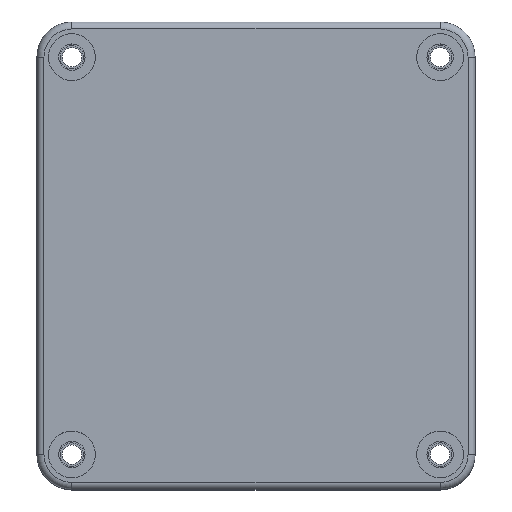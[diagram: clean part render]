
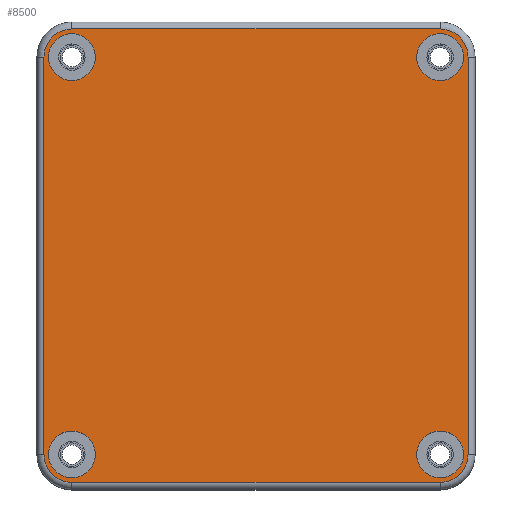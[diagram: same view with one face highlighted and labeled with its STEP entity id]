
A CAD part, top view. The second image highlights one B-rep face of the part: STEP entity #8500.
In plain terms, the highlighted planar face has unit normal (0, 0, 1).
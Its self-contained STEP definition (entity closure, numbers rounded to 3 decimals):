
#6503=CARTESIAN_POINT('',(31.5,-34.,15.));
#6504=DIRECTION('',(0.,0.,1.));
#6505=DIRECTION('',(0.,-1.,0.));
#6506=AXIS2_PLACEMENT_3D('',#6503,#6504,#6505);
#6527=CARTESIAN_POINT('',(-31.5,-34.,15.));
#6528=DIRECTION('',(0.,0.,-1.));
#6529=DIRECTION('',(-1.,0.,0.));
#6530=AXIS2_PLACEMENT_3D('',#6527,#6528,#6529);
#6535=CARTESIAN_POINT('',(-31.5,-34.,15.));
#6536=DIRECTION('',(0.,0.,-1.));
#6537=DIRECTION('',(1.,0.,0.));
#6538=AXIS2_PLACEMENT_3D('',#6535,#6536,#6537);
#6543=CARTESIAN_POINT('',(31.5,-34.,15.));
#6544=DIRECTION('',(0.,0.,-1.));
#6545=DIRECTION('',(-1.,0.,0.));
#6546=AXIS2_PLACEMENT_3D('',#6543,#6544,#6545);
#6551=CARTESIAN_POINT('',(31.5,-34.,15.));
#6552=DIRECTION('',(0.,0.,-1.));
#6553=DIRECTION('',(1.,0.,0.));
#6554=AXIS2_PLACEMENT_3D('',#6551,#6552,#6553);
#6559=CARTESIAN_POINT('',(31.5,34.,15.));
#6560=DIRECTION('',(0.,0.,-1.));
#6561=DIRECTION('',(-1.,0.,0.));
#6562=AXIS2_PLACEMENT_3D('',#6559,#6560,#6561);
#6567=CARTESIAN_POINT('',(31.5,34.,15.));
#6568=DIRECTION('',(0.,0.,-1.));
#6569=DIRECTION('',(1.,0.,0.));
#6570=AXIS2_PLACEMENT_3D('',#6567,#6568,#6569);
#6575=CARTESIAN_POINT('',(-31.5,34.,15.));
#6576=DIRECTION('',(0.,0.,-1.));
#6577=DIRECTION('',(-1.,0.,0.));
#6578=AXIS2_PLACEMENT_3D('',#6575,#6576,#6577);
#6583=CARTESIAN_POINT('',(-31.5,34.,15.));
#6584=DIRECTION('',(0.,0.,-1.));
#6585=DIRECTION('',(1.,0.,0.));
#6586=AXIS2_PLACEMENT_3D('',#6583,#6584,#6585);
#6831=DIRECTION('',(1.,0.,0.));
#6832=VECTOR('',#6831,63.);
#6833=CARTESIAN_POINT('',(-31.5,-38.8,15.));
#6834=LINE('',#6833,#6832);
#6867=CARTESIAN_POINT('',(-31.5,-34.,15.));
#6868=DIRECTION('',(0.,0.,1.));
#6869=DIRECTION('',(-1.,0.,0.));
#6870=AXIS2_PLACEMENT_3D('',#6867,#6868,#6869);
#6891=DIRECTION('',(0.,-1.,0.));
#6892=VECTOR('',#6891,68.);
#6893=CARTESIAN_POINT('',(-36.3,34.,15.));
#6894=LINE('',#6893,#6892);
#6927=CARTESIAN_POINT('',(-31.5,34.,15.));
#6928=DIRECTION('',(0.,0.,1.));
#6929=DIRECTION('',(0.,1.,0.));
#6930=AXIS2_PLACEMENT_3D('',#6927,#6928,#6929);
#6951=DIRECTION('',(-1.,0.,0.));
#6952=VECTOR('',#6951,63.);
#6953=CARTESIAN_POINT('',(31.5,38.8,15.));
#6954=LINE('',#6953,#6952);
#6987=CARTESIAN_POINT('',(31.5,34.,15.));
#6988=DIRECTION('',(0.,0.,1.));
#6989=DIRECTION('',(1.,0.,0.));
#6990=AXIS2_PLACEMENT_3D('',#6987,#6988,#6989);
#7011=DIRECTION('',(0.,1.,0.));
#7012=VECTOR('',#7011,68.);
#7013=CARTESIAN_POINT('',(36.3,-34.,15.));
#7014=LINE('',#7013,#7012);
#8008=CARTESIAN_POINT('',(-35.5,-34.,15.));
#8009=CARTESIAN_POINT('',(-27.5,-34.,15.));
#8010=VERTEX_POINT('',#8008);
#8011=VERTEX_POINT('',#8009);
#8016=CARTESIAN_POINT('',(27.5,-34.,15.));
#8017=CARTESIAN_POINT('',(35.5,-34.,15.));
#8018=VERTEX_POINT('',#8016);
#8019=VERTEX_POINT('',#8017);
#8024=CARTESIAN_POINT('',(27.5,34.,15.));
#8025=CARTESIAN_POINT('',(35.5,34.,15.));
#8026=VERTEX_POINT('',#8024);
#8027=VERTEX_POINT('',#8025);
#8032=CARTESIAN_POINT('',(-35.5,34.,15.));
#8033=CARTESIAN_POINT('',(-27.5,34.,15.));
#8034=VERTEX_POINT('',#8032);
#8035=VERTEX_POINT('',#8033);
#8068=CARTESIAN_POINT('',(31.5,-38.8,15.));
#8069=CARTESIAN_POINT('',(36.3,-34.,15.));
#8070=VERTEX_POINT('',#8068);
#8071=VERTEX_POINT('',#8069);
#8076=CARTESIAN_POINT('',(36.3,34.,15.));
#8077=VERTEX_POINT('',#8076);
#8080=CARTESIAN_POINT('',(31.5,38.8,15.));
#8081=VERTEX_POINT('',#8080);
#8084=CARTESIAN_POINT('',(-31.5,38.8,15.));
#8085=VERTEX_POINT('',#8084);
#8088=CARTESIAN_POINT('',(-36.3,34.,15.));
#8089=VERTEX_POINT('',#8088);
#8092=CARTESIAN_POINT('',(-36.3,-34.,15.));
#8093=VERTEX_POINT('',#8092);
#8096=CARTESIAN_POINT('',(-31.5,-38.8,15.));
#8097=VERTEX_POINT('',#8096);
#8454=CARTESIAN_POINT('',(0.,0.,15.));
#8455=DIRECTION('',(0.,0.,1.));
#8456=DIRECTION('',(-1.,0.,0.));
#8457=AXIS2_PLACEMENT_3D('',#8454,#8455,#8456);
#8458=PLANE('',#8457);
#8459=ORIENTED_EDGE('',*,*,#8444,.F.);
#8461=ORIENTED_EDGE('',*,*,#8460,.F.);
#8463=ORIENTED_EDGE('',*,*,#8462,.F.);
#8465=ORIENTED_EDGE('',*,*,#8464,.F.);
#8467=ORIENTED_EDGE('',*,*,#8466,.F.);
#8469=ORIENTED_EDGE('',*,*,#8468,.F.);
#8471=ORIENTED_EDGE('',*,*,#8470,.F.);
#8473=ORIENTED_EDGE('',*,*,#8472,.F.);
#8474=EDGE_LOOP('',(#8459,#8461,#8463,#8465,#8467,#8469,#8471,#8473));
#8475=FACE_OUTER_BOUND('',#8474,.F.);
#8477=ORIENTED_EDGE('',*,*,#8476,.F.);
#8479=ORIENTED_EDGE('',*,*,#8478,.F.);
#8480=EDGE_LOOP('',(#8477,#8479));
#8481=FACE_BOUND('',#8480,.F.);
#8483=ORIENTED_EDGE('',*,*,#8482,.F.);
#8485=ORIENTED_EDGE('',*,*,#8484,.F.);
#8486=EDGE_LOOP('',(#8483,#8485));
#8487=FACE_BOUND('',#8486,.F.);
#8489=ORIENTED_EDGE('',*,*,#8488,.F.);
#8491=ORIENTED_EDGE('',*,*,#8490,.F.);
#8492=EDGE_LOOP('',(#8489,#8491));
#8493=FACE_BOUND('',#8492,.F.);
#8495=ORIENTED_EDGE('',*,*,#8494,.F.);
#8497=ORIENTED_EDGE('',*,*,#8496,.F.);
#8498=EDGE_LOOP('',(#8495,#8497));
#8499=FACE_BOUND('',#8498,.F.);
#8500=ADVANCED_FACE('',(#8475,#8481,#8487,#8493,#8499),#8458,.T.);
#6507=CIRCLE('',#6506,4.8);
#6531=CIRCLE('',#6530,4.);
#6539=CIRCLE('',#6538,4.);
#6547=CIRCLE('',#6546,4.);
#6555=CIRCLE('',#6554,4.);
#6563=CIRCLE('',#6562,4.);
#6571=CIRCLE('',#6570,4.);
#6579=CIRCLE('',#6578,4.);
#6587=CIRCLE('',#6586,4.);
#6871=CIRCLE('',#6870,4.8);
#6931=CIRCLE('',#6930,4.8);
#6991=CIRCLE('',#6990,4.8);
#8444=EDGE_CURVE('',#8070,#8071,#6507,.T.);
#8460=EDGE_CURVE('',#8097,#8070,#6834,.T.);
#8462=EDGE_CURVE('',#8093,#8097,#6871,.T.);
#8464=EDGE_CURVE('',#8089,#8093,#6894,.T.);
#8466=EDGE_CURVE('',#8085,#8089,#6931,.T.);
#8468=EDGE_CURVE('',#8081,#8085,#6954,.T.);
#8470=EDGE_CURVE('',#8077,#8081,#6991,.T.);
#8472=EDGE_CURVE('',#8071,#8077,#7014,.T.);
#8476=EDGE_CURVE('',#8010,#8011,#6531,.T.);
#8478=EDGE_CURVE('',#8011,#8010,#6539,.T.);
#8482=EDGE_CURVE('',#8018,#8019,#6547,.T.);
#8484=EDGE_CURVE('',#8019,#8018,#6555,.T.);
#8488=EDGE_CURVE('',#8026,#8027,#6563,.T.);
#8490=EDGE_CURVE('',#8027,#8026,#6571,.T.);
#8494=EDGE_CURVE('',#8034,#8035,#6579,.T.);
#8496=EDGE_CURVE('',#8035,#8034,#6587,.T.);
